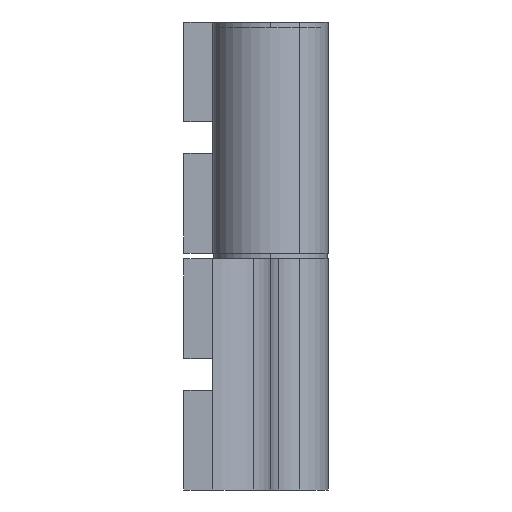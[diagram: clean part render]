
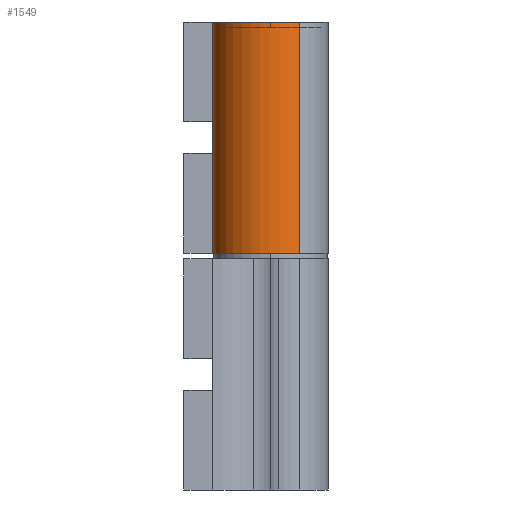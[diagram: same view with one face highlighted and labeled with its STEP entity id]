
A CAD part, left-side view. The second image highlights one B-rep face of the part: STEP entity #1549.
In plain terms, the highlighted free-form (B-spline) face has degree [1, 2] with [2, 9] control points.
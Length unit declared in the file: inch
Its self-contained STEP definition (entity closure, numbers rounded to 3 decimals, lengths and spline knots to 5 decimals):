
#1016=CARTESIAN_POINT('',(-1.26151,-0.125,-0.5));
#1017=VERTEX_POINT('',#1016);
#1018=CARTESIAN_POINT('',(-1.26151,-0.125,0.5));
#1019=VERTEX_POINT('',#1018);
#1020=CARTESIAN_POINT('',(-1.26151,-0.125,-0.5));
#1021=DIRECTION('',(0.0,0.0,1.0));
#1022=VECTOR('',#1021,1.0);
#1023=LINE('',#1020,#1022);
#1024=EDGE_CURVE('',#1017,#1019,#1023,.T.);
#1306=CARTESIAN_POINT('',(-1.045,0.25,-0.5));
#1307=VERTEX_POINT('',#1306);
#1314=CARTESIAN_POINT('',(-1.045,0.25,0.5));
#1315=VERTEX_POINT('',#1314);
#1316=CARTESIAN_POINT('',(-1.045,0.25,-0.5));
#1317=DIRECTION('',(0.0,0.0,1.0));
#1318=VECTOR('',#1317,1.0);
#1319=LINE('',#1316,#1318);
#1320=EDGE_CURVE('',#1307,#1315,#1319,.T.);
#1505=CARTESIAN_POINT('',(-0.82849,0.125,-0.5));
#1506=CARTESIAN_POINT('',(-0.82849,0.125,0.5));
#1507=CARTESIAN_POINT('',(-0.70349,-0.09151,-0.5));
#1508=CARTESIAN_POINT('',(-0.70349,-0.09151,0.5));
#1509=CARTESIAN_POINT('',(-0.92,-0.21651,-0.5));
#1510=CARTESIAN_POINT('',(-0.92,-0.21651,0.5));
#1511=CARTESIAN_POINT('',(-1.13651,-0.34151,-0.5));
#1512=CARTESIAN_POINT('',(-1.13651,-0.34151,0.5));
#1513=CARTESIAN_POINT('',(-1.26151,-0.125,-0.5));
#1514=CARTESIAN_POINT('',(-1.26151,-0.125,0.5));
#1515=CARTESIAN_POINT('',(-1.38651,0.09151,-0.5));
#1516=CARTESIAN_POINT('',(-1.38651,0.09151,0.5));
#1517=CARTESIAN_POINT('',(-1.17,0.21651,-0.5));
#1518=CARTESIAN_POINT('',(-1.17,0.21651,0.5));
#1519=CARTESIAN_POINT('',(-0.95349,0.34151,-0.5));
#1520=CARTESIAN_POINT('',(-0.95349,0.34151,0.5));
#1521=CARTESIAN_POINT('',(-0.82849,0.125,-0.5));
#1522=CARTESIAN_POINT('',(-0.82849,0.125,0.5));
#1530=(BOUNDED_SURFACE()B_SPLINE_SURFACE(1,2,((#1505,#1507,#1509,#1511,#1513,#1515,#1517,#1519,#1521),(#1506,#1508,#1510,#1512,#1514,#1516,#1518,#1520,#1522)),.UNSPECIFIED.,.F.,.T.,.U.)B_SPLINE_SURFACE_WITH_KNOTS((2,2),(3,2,2,2,3),(0.,4.),(0.0,0.3927,0.7854,1.1781,1.5708),.UNSPECIFIED.)GEOMETRIC_REPRESENTATION_ITEM()RATIONAL_B_SPLINE_SURFACE(((1.0,0.707,1.0,0.707,1.0,0.707,1.0,0.707,1.0),(1.0,0.707,1.0,0.707,1.0,0.707,1.0,0.707,1.0)))REPRESENTATION_ITEM('')SURFACE());
#1531=ORIENTED_EDGE('',*,*,#1024,.T.);
#1532=CARTESIAN_POINT('',(-1.045,0.0,0.5));
#1533=DIRECTION('',(0.,0.,1.));
#1534=DIRECTION('',(-0.866,-0.5,0.));
#1535=AXIS2_PLACEMENT_3D('',#1532,#1533,#1534);
#1536=CIRCLE('',#1535,0.25);
#1537=EDGE_CURVE('',#1315,#1019,#1536,.T.);
#1538=ORIENTED_EDGE('',*,*,#1537,.F.);
#1539=ORIENTED_EDGE('',*,*,#1320,.F.);
#1540=CARTESIAN_POINT('',(-1.045,0.0,-0.5));
#1541=DIRECTION('',(0.,0.,1.));
#1542=DIRECTION('',(-0.866,-0.5,0.));
#1543=AXIS2_PLACEMENT_3D('',#1540,#1541,#1542);
#1544=CIRCLE('',#1543,0.25);
#1545=EDGE_CURVE('',#1307,#1017,#1544,.T.);
#1546=ORIENTED_EDGE('',*,*,#1545,.T.);
#1547=EDGE_LOOP('',(#1531,#1538,#1539,#1546));
#1548=FACE_OUTER_BOUND('',#1547,.T.);
#1549=ADVANCED_FACE('',(#1548),#1530,.T.);
